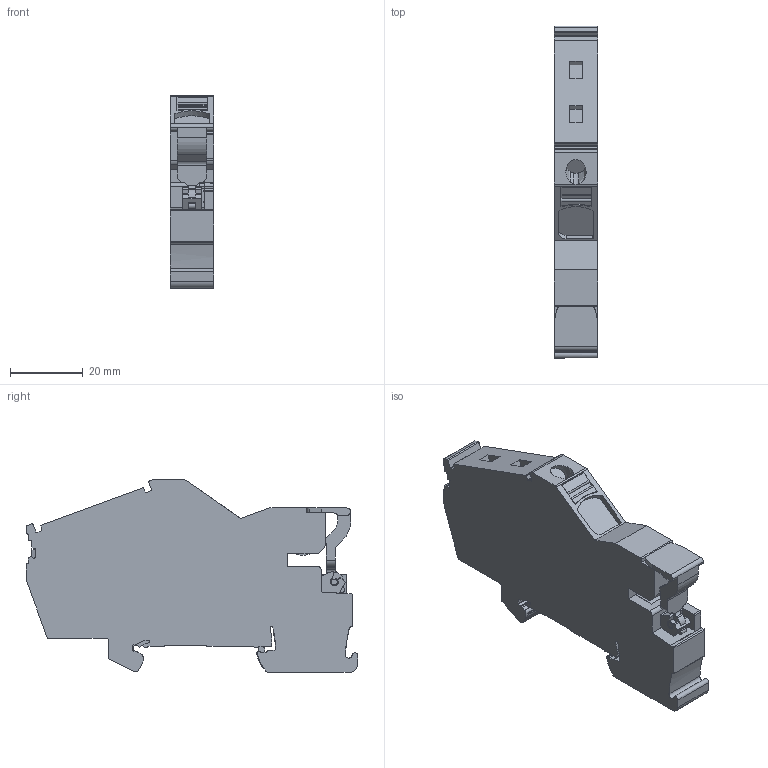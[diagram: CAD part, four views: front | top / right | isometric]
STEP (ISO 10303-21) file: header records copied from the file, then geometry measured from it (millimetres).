
FILE_DESCRIPTION(('CATIA V5R22 STEP214','CAx-IF Rec.Pracs.--- Model Styling and Organization---1.4--- 2014-01-23'),'2;1');
FILE_NAME ('1117353-5_0', '2021-08-13T08:04:30+00:00', ('Weidmueller Interface'), ('Weidmueller'), 'CATIA Version 5-6 Release 2016 SP3 HF44', 'CATIA V5 STEP AP214', 'none');
FILE_SCHEMA(('AUTOMOTIVE_DESIGN { 1 0 10303 214 1 1 1 1 }'));
Length unit declared in the file: millimetre
Products named in the file (1): 2669140000
Bounding box: 12 x 91.14 x 52.83 mm (x, y, z)
Volume: 40947.8 mm3; surface area: 19005.5 mm2
Topology: 9 solids, 9 shells, 696 faces, 1905 edges, 1266 vertices
Faces by surface type: plane 339, cylinder 325, extrusion 17, bspline 7, cone 4, torus 4
Entity records: 22034 total; most frequent: CARTESIAN_POINT 5161, ORIENTED_EDGE 3810, DIRECTION 2868, EDGE_CURVE 1905, VERTEX_POINT 1266, VECTOR 1153, LINE 1136, AXIS2_PLACEMENT_3D 1133
